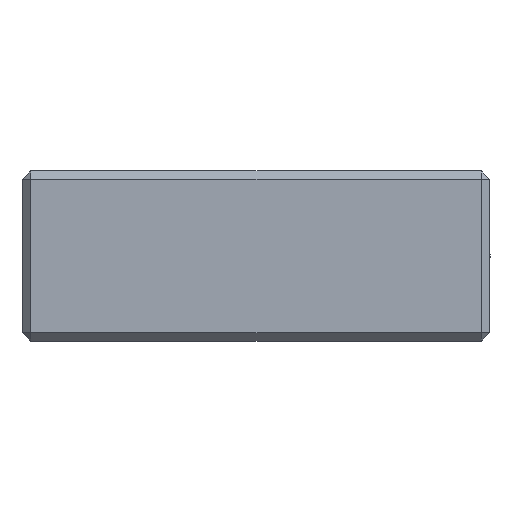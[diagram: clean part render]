
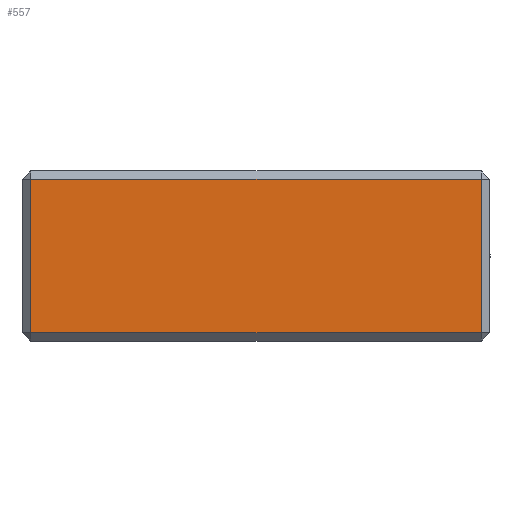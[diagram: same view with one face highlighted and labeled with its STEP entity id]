
A CAD part, left-side view. The second image highlights one B-rep face of the part: STEP entity #557.
In plain terms, the highlighted planar face has unit normal (-1, 0, 0).
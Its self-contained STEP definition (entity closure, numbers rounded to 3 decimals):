
#71=FACE_OUTER_BOUND('',#109,.T.);
#109=EDGE_LOOP('',(#435,#436,#437,#438));
#156=LINE('',#849,#212);
#164=LINE('',#863,#220);
#175=LINE('',#885,#231);
#180=LINE('',#892,#236);
#212=VECTOR('',#676,10.);
#220=VECTOR('',#690,10.);
#231=VECTOR('',#711,10.);
#236=VECTOR('',#720,10.);
#256=VERTEX_POINT('',#821);
#263=VERTEX_POINT('',#842);
#268=VERTEX_POINT('',#858);
#272=VERTEX_POINT('',#878);
#308=EDGE_CURVE('',#263,#256,#156,.T.);
#316=EDGE_CURVE('',#256,#268,#164,.T.);
#327=EDGE_CURVE('',#272,#263,#175,.T.);
#332=EDGE_CURVE('',#268,#272,#180,.T.);
#435=ORIENTED_EDGE('',*,*,#308,.F.);
#436=ORIENTED_EDGE('',*,*,#327,.F.);
#437=ORIENTED_EDGE('',*,*,#332,.F.);
#438=ORIENTED_EDGE('',*,*,#316,.F.);
#527=PLANE('',#609);
#557=ADVANCED_FACE('',(#71),#527,.T.);
#609=AXIS2_PLACEMENT_3D('',#902,#733,#734);
#676=DIRECTION('',(0.,1.,0.));
#690=DIRECTION('',(0.,0.,1.));
#711=DIRECTION('',(0.,0.,-1.));
#720=DIRECTION('',(0.,-1.,0.));
#733=DIRECTION('center_axis',(-1.,0.,0.));
#734=DIRECTION('ref_axis',(0.,-1.,0.));
#821=CARTESIAN_POINT('',(0.,54.,1.));
#842=CARTESIAN_POINT('',(0.,1.,1.));
#849=CARTESIAN_POINT('',(0.,41.25,1.));
#858=CARTESIAN_POINT('',(0.,54.,19.));
#863=CARTESIAN_POINT('',(0.,54.,0.));
#878=CARTESIAN_POINT('',(0.,1.,19.));
#885=CARTESIAN_POINT('',(0.,1.,0.));
#892=CARTESIAN_POINT('',(0.,41.25,19.));
#902=CARTESIAN_POINT('Origin',(0.,55.,0.));
